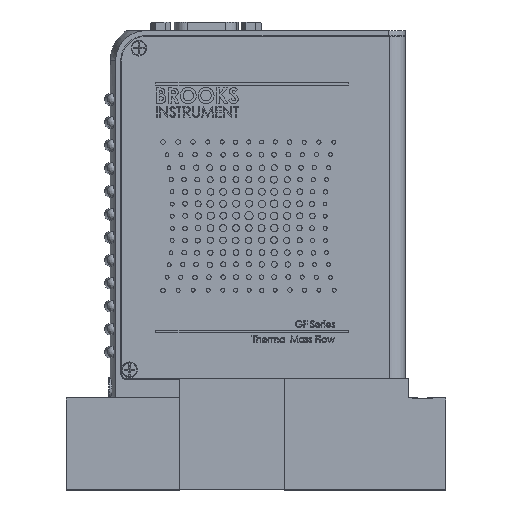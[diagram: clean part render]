
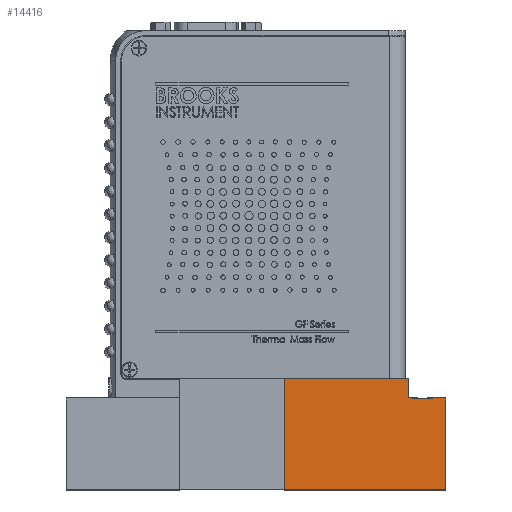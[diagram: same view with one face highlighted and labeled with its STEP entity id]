
A CAD part, top view. The second image highlights one B-rep face of the part: STEP entity #14416.
In plain terms, the highlighted planar face has unit normal (0, 0, 1).
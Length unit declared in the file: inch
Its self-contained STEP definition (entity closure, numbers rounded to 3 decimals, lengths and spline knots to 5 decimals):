
#635 = CARTESIAN_POINT ( 'NONE',  ( -0.31907, 1.08808, 0.56 ) ) ;
#1137 = CARTESIAN_POINT ( 'NONE',  ( 1.29059, 0.88108, 0.56 ) ) ;
#1155 = EDGE_CURVE ( 'NONE', #40949, #46195, #9470, .T. ) ;
#1496 = ORIENTED_EDGE ( 'NONE', *, *, #7154, .T. ) ;
#1543 = CARTESIAN_POINT ( 'NONE',  ( 1.29059, 0.87108, 0.56 ) ) ;
#2402 = LINE ( 'NONE', #22950, #42684 ) ;
#2423 = VERTEX_POINT ( 'NONE', #38140 ) ;
#3436 = LINE ( 'NONE', #31672, #42492 ) ;
#4550 = LINE ( 'NONE', #37119, #44845 ) ;
#4638 = CARTESIAN_POINT ( 'NONE',  ( -0.31907, -0.11892, 0.56 ) ) ;
#5381 = CARTESIAN_POINT ( 'NONE',  ( 1.07127, 0.88108, 0.56 ) ) ;
#5944 = VECTOR ( 'NONE', #26989, 39.37008 ) ;
#6363 = EDGE_CURVE ( 'NONE', #24701, #32123, #37288, .T. ) ;
#7154 = EDGE_CURVE ( 'NONE', #27405, #17572, #28666, .T. ) ;
#7607 = PLANE ( 'NONE',  #21837 ) ;
#8163 = CARTESIAN_POINT ( 'NONE',  ( 1.02593, 0.88108, 0.56 ) ) ;
#9470 = LINE ( 'NONE', #35176, #29000 ) ;
#10231 = CARTESIAN_POINT ( 'NONE',  ( 1.02593, 1.08808, 0.56 ) ) ;
#10465 = EDGE_LOOP ( 'NONE', ( #22626, #27249, #28504, #1496, #38266, #17738, #19662, #40947, #41980, #45918 ) ) ;
#11552 = CARTESIAN_POINT ( 'NONE',  ( -0.31907, 1.08808, 0.56 ) ) ;
#12156 = DIRECTION ( 'NONE',  ( 0., -1., 0. ) ) ;
#13778 = DIRECTION ( 'NONE',  ( 0., -1., 0. ) ) ;
#14416 = ADVANCED_FACE ( 'NONE', ( #17790 ), #7607, .F. ) ;
#16354 = LINE ( 'NONE', #635, #5944 ) ;
#16551 = VECTOR ( 'NONE', #44013, 39.37008 ) ;
#16741 = CARTESIAN_POINT ( 'NONE',  ( -0.31907, 1.08808, 0.56 ) ) ;
#17530 = EDGE_CURVE ( 'NONE', #40949, #21292, #42089, .T. ) ;
#17572 = VERTEX_POINT ( 'NONE', #10231 ) ;
#17738 = ORIENTED_EDGE ( 'NONE', *, *, #6363, .T. ) ;
#17790 = FACE_OUTER_BOUND ( 'NONE', #10465, .T. ) ;
#18308 = VECTOR ( 'NONE', #36156, 39.37008 ) ;
#19412 = DIRECTION ( 'NONE',  ( -1., 0., 0. ) ) ;
#19662 = ORIENTED_EDGE ( 'NONE', *, *, #47200, .T. ) ;
#20131 = EDGE_CURVE ( 'NONE', #2423, #46195, #3436, .T. ) ;
#21292 = VERTEX_POINT ( 'NONE', #40922 ) ;
#21354 = VECTOR ( 'NONE', #24612, 39.37008 ) ;
#21837 = AXIS2_PLACEMENT_3D ( 'NONE', #11552, #42778, #19412 ) ;
#22626 = ORIENTED_EDGE ( 'NONE', *, *, #20131, .F. ) ;
#22950 = CARTESIAN_POINT ( 'NONE',  ( 1.07127, 0.87108, 0.56 ) ) ;
#23938 = VECTOR ( 'NONE', #33125, 39.37008 ) ;
#24087 = DIRECTION ( 'NONE',  ( 1., 0., 0. ) ) ;
#24612 = DIRECTION ( 'NONE',  ( 1., 0., 0. ) ) ;
#24701 = VERTEX_POINT ( 'NONE', #37694 ) ;
#26115 = CARTESIAN_POINT ( 'NONE',  ( 1.43493, -0.11892, 0.56 ) ) ;
#26989 = DIRECTION ( 'NONE',  ( 1., 0., 0. ) ) ;
#27249 = ORIENTED_EDGE ( 'NONE', *, *, #33410, .T. ) ;
#27405 = VERTEX_POINT ( 'NONE', #8163 ) ;
#28504 = ORIENTED_EDGE ( 'NONE', *, *, #44105, .F. ) ;
#28666 = LINE ( 'NONE', #47781, #18308 ) ;
#29000 = VECTOR ( 'NONE', #12156, 39.37008 ) ;
#29190 = CARTESIAN_POINT ( 'NONE',  ( 1.43493, 0.88108, 0.56 ) ) ;
#29290 = EDGE_CURVE ( 'NONE', #24701, #17572, #16354, .T. ) ;
#30706 = VERTEX_POINT ( 'NONE', #26115 ) ;
#31672 = CARTESIAN_POINT ( 'NONE',  ( -0.31907, 0.87108, 0.56 ) ) ;
#32123 = VERTEX_POINT ( 'NONE', #43425 ) ;
#33125 = DIRECTION ( 'NONE',  ( 1., 0., 0. ) ) ;
#33410 = EDGE_CURVE ( 'NONE', #2423, #34650, #2402, .T. ) ;
#34650 = VERTEX_POINT ( 'NONE', #5381 ) ;
#34896 = DIRECTION ( 'NONE',  ( 0., 1., 0. ) ) ;
#35176 = CARTESIAN_POINT ( 'NONE',  ( 1.29059, 0.87108, 0.56 ) ) ;
#35618 = DIRECTION ( 'NONE',  ( 1., 0., 0. ) ) ;
#36029 = CARTESIAN_POINT ( 'NONE',  ( 1.43493, 0.88108, 0.56 ) ) ;
#36156 = DIRECTION ( 'NONE',  ( 0., 1., 0. ) ) ;
#36336 = VECTOR ( 'NONE', #24087, 39.37008 ) ;
#37119 = CARTESIAN_POINT ( 'NONE',  ( 1.43493, 1.08808, 0.56 ) ) ;
#37288 = LINE ( 'NONE', #16741, #16551 ) ;
#37694 = CARTESIAN_POINT ( 'NONE',  ( -0.31907, 1.08808, 0.56 ) ) ;
#38140 = CARTESIAN_POINT ( 'NONE',  ( 1.07127, 0.87108, 0.56 ) ) ;
#38266 = ORIENTED_EDGE ( 'NONE', *, *, #29290, .F. ) ;
#40922 = CARTESIAN_POINT ( 'NONE',  ( 1.43493, 0.88108, 0.56 ) ) ;
#40947 = ORIENTED_EDGE ( 'NONE', *, *, #42274, .F. ) ;
#40949 = VERTEX_POINT ( 'NONE', #1137 ) ;
#41980 = ORIENTED_EDGE ( 'NONE', *, *, #17530, .F. ) ;
#42089 = LINE ( 'NONE', #36029, #21354 ) ;
#42274 = EDGE_CURVE ( 'NONE', #21292, #30706, #4550, .T. ) ;
#42492 = VECTOR ( 'NONE', #35618, 39.37008 ) ;
#42684 = VECTOR ( 'NONE', #34896, 39.37008 ) ;
#42778 = DIRECTION ( 'NONE',  ( 0., 0., -1. ) ) ;
#43425 = CARTESIAN_POINT ( 'NONE',  ( -0.31907, -0.11892, 0.56 ) ) ;
#44013 = DIRECTION ( 'NONE',  ( 0., -1., 0. ) ) ;
#44105 = EDGE_CURVE ( 'NONE', #27405, #34650, #44710, .T. ) ;
#44710 = LINE ( 'NONE', #29190, #23938 ) ;
#44845 = VECTOR ( 'NONE', #13778, 39.37008 ) ;
#45918 = ORIENTED_EDGE ( 'NONE', *, *, #1155, .T. ) ;
#46195 = VERTEX_POINT ( 'NONE', #1543 ) ;
#46730 = LINE ( 'NONE', #4638, #36336 ) ;
#47200 = EDGE_CURVE ( 'NONE', #32123, #30706, #46730, .T. ) ;
#47781 = CARTESIAN_POINT ( 'NONE',  ( 1.02593, 0.88108, 0.56 ) ) ;
